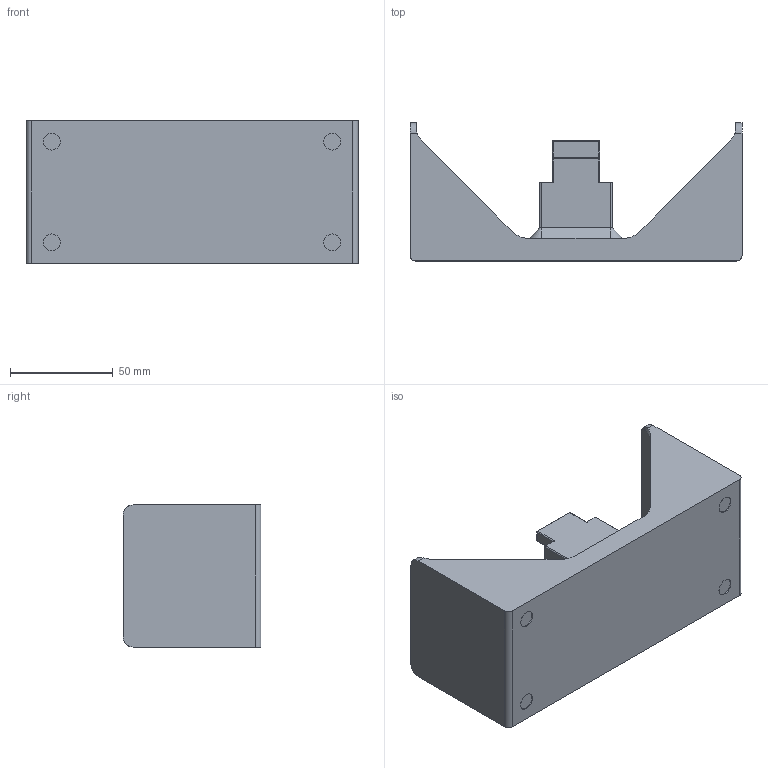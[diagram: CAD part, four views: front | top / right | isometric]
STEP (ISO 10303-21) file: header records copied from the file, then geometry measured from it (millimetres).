
FILE_DESCRIPTION (( 'STEP AP203' ), '1' );
FILE_NAME ('Machine-Housing.STEP', '2022-01-24T15:43:08', ( '' ), ( '' ), 'SwSTEP 2.0', 'SolidWorks 2020', '' );
FILE_SCHEMA (( 'CONFIG_CONTROL_DESIGN' ));
Length unit declared in the file: millimetre
Products named in the file (1): Machine-Housing
Bounding box: 161.3 x 67 x 69 mm (x, y, z)
Volume: 134510.5 mm3; surface area: 65953.9 mm2
Topology: 1 solids, 1 shells, 161 faces, 398 edges, 242 vertices
Faces by surface type: cylinder 64, plane 63, cone 26, sphere 8
Entity records: 4795 total; most frequent: DIRECTION 860, CARTESIAN_POINT 842, ORIENTED_EDGE 780, EDGE_CURVE 390, AXIS2_PLACEMENT_3D 316, VERTEX_POINT 242, LINE 228, VECTOR 228
